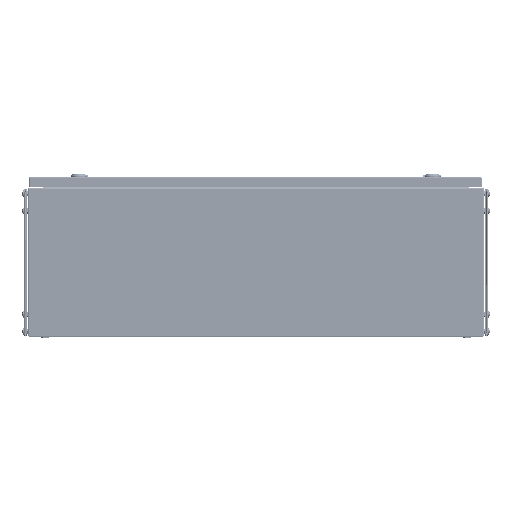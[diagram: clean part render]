
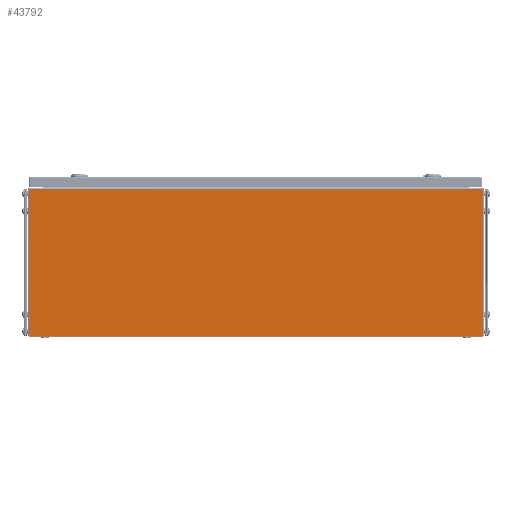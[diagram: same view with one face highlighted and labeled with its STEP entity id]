
A CAD part, left-side view. The second image highlights one B-rep face of the part: STEP entity #43792.
In plain terms, the highlighted planar face has unit normal (-1, 0, 0).
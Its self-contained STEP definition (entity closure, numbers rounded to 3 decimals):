
#1255 = CARTESIAN_POINT ( 'NONE',  ( -200., 395.5, 1. ) ) ;
#6197 = ORIENTED_EDGE ( 'NONE', *, *, #8723, .T. ) ;
#8096 = CARTESIAN_POINT ( 'NONE',  ( -200., -395.5, 0. ) ) ;
#8723 = EDGE_CURVE ( 'NONE', #21416, #18637, #41805, .T. ) ;
#9086 = VECTOR ( 'NONE', #11904, 1000. ) ;
#10545 = DIRECTION ( 'NONE',  ( 0., 0., -1. ) ) ;
#11904 = DIRECTION ( 'NONE',  ( 0., 1., 0. ) ) ;
#13050 = ORIENTED_EDGE ( 'NONE', *, *, #32056, .T. ) ;
#18637 = VERTEX_POINT ( 'NONE', #1255 ) ;
#20163 = LINE ( 'NONE', #8096, #64283 ) ;
#21416 = VERTEX_POINT ( 'NONE', #47551 ) ;
#29511 = FACE_OUTER_BOUND ( 'NONE', #38279, .T. ) ;
#31472 = CARTESIAN_POINT ( 'NONE',  ( -200., 395.5, 1. ) ) ;
#32056 = EDGE_CURVE ( 'NONE', #69945, #21416, #65008, .T. ) ;
#33380 = DIRECTION ( 'NONE',  ( 0., 1., 0. ) ) ;
#33637 = AXIS2_PLACEMENT_3D ( 'NONE', #63056, #54886, #34933 ) ;
#34416 = EDGE_CURVE ( 'NONE', #67900, #18637, #50209, .T. ) ;
#34933 = DIRECTION ( 'NONE',  ( 0., 0., -1. ) ) ;
#38222 = ORIENTED_EDGE ( 'NONE', *, *, #34416, .F. ) ;
#38279 = EDGE_LOOP ( 'NONE', ( #13050, #6197, #38222, #72373 ) ) ;
#41805 = LINE ( 'NONE', #81290, #52383 ) ;
#43792 = ADVANCED_FACE ( 'NONE', ( #29511 ), #69720, .F. ) ;
#44764 = DIRECTION ( 'NONE',  ( 0., 0., 1. ) ) ;
#46127 = EDGE_CURVE ( 'NONE', #67900, #69945, #20163, .T. ) ;
#47417 = VECTOR ( 'NONE', #33380, 1000. ) ;
#47551 = CARTESIAN_POINT ( 'NONE',  ( -200., 395.5, 257.5 ) ) ;
#48941 = CARTESIAN_POINT ( 'NONE',  ( -200., -395.5, 257.5 ) ) ;
#50209 = LINE ( 'NONE', #31472, #9086 ) ;
#52383 = VECTOR ( 'NONE', #10545, 1000. ) ;
#54886 = DIRECTION ( 'NONE',  ( 1., 0., 0. ) ) ;
#58323 = CARTESIAN_POINT ( 'NONE',  ( -200., -395.5, 1. ) ) ;
#63056 = CARTESIAN_POINT ( 'NONE',  ( -200., 0., 0. ) ) ;
#64283 = VECTOR ( 'NONE', #44764, 1000. ) ;
#65008 = LINE ( 'NONE', #78341, #47417 ) ;
#67900 = VERTEX_POINT ( 'NONE', #58323 ) ;
#69720 = PLANE ( 'NONE',  #33637 ) ;
#69945 = VERTEX_POINT ( 'NONE', #48941 ) ;
#72373 = ORIENTED_EDGE ( 'NONE', *, *, #46127, .T. ) ;
#78341 = CARTESIAN_POINT ( 'NONE',  ( -200., -395.5, 257.5 ) ) ;
#81290 = CARTESIAN_POINT ( 'NONE',  ( -200., 395.5, 0. ) ) ;
